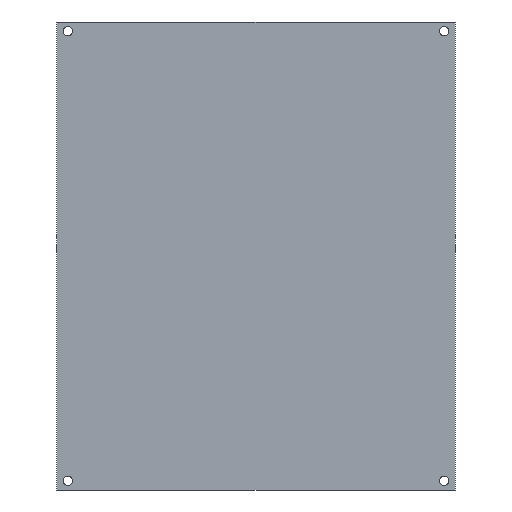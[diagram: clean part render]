
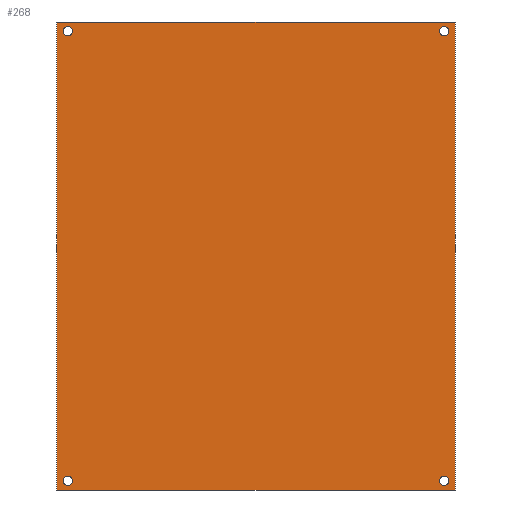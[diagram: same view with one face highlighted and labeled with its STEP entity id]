
A CAD part, front view. The second image highlights one B-rep face of the part: STEP entity #268.
In plain terms, the highlighted planar face has unit normal (0, -1, 0).
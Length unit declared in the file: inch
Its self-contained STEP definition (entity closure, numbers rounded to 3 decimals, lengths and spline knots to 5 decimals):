
#3 = EDGE_LOOP ( 'NONE', ( #44, #64, #59, #166 ) ) ;
#7 = CARTESIAN_POINT ( 'NONE',  ( 5.125, -0.1, -6.125 ) ) ;
#12 = DIRECTION ( 'NONE',  ( 0., 0., -1. ) ) ;
#24 = FACE_BOUND ( 'NONE', #314, .T. ) ;
#28 = EDGE_CURVE ( 'NONE', #270, #270, #245, .T. ) ;
#31 = LINE ( 'NONE', #132, #129 ) ;
#33 = DIRECTION ( 'NONE',  ( 0., 0., 1. ) ) ;
#39 = CARTESIAN_POINT ( 'NONE',  ( 5.425, -0.1, 6.375 ) ) ;
#44 = ORIENTED_EDGE ( 'NONE', *, *, #74, .F. ) ;
#46 = AXIS2_PLACEMENT_3D ( 'NONE', #207, #162, #12 ) ;
#47 = CARTESIAN_POINT ( 'NONE',  ( -5.125, -0.1, -6. ) ) ;
#51 = DIRECTION ( 'NONE',  ( 0., 0., 1. ) ) ;
#54 = CARTESIAN_POINT ( 'NONE',  ( 5.125, -0.1, -6. ) ) ;
#58 = VERTEX_POINT ( 'NONE', #109 ) ;
#59 = ORIENTED_EDGE ( 'NONE', *, *, #178, .F. ) ;
#64 = ORIENTED_EDGE ( 'NONE', *, *, #174, .F. ) ;
#65 = VERTEX_POINT ( 'NONE', #39 ) ;
#67 = CARTESIAN_POINT ( 'NONE',  ( 5.425, -0.1, 6.375 ) ) ;
#70 = CIRCLE ( 'NONE', #294, 0.125 ) ;
#74 = EDGE_CURVE ( 'NONE', #65, #275, #31, .T. ) ;
#88 = FACE_OUTER_BOUND ( 'NONE', #3, .T. ) ;
#92 = DIRECTION ( 'NONE',  ( 0., 1., 0. ) ) ;
#94 = DIRECTION ( 'NONE',  ( 0., 0., 1. ) ) ;
#96 = VERTEX_POINT ( 'NONE', #54 ) ;
#99 = DIRECTION ( 'NONE',  ( -1., 0., 0. ) ) ;
#106 = EDGE_CURVE ( 'NONE', #275, #58, #312, .T. ) ;
#107 = DIRECTION ( 'NONE',  ( 0., 0., 1. ) ) ;
#108 = AXIS2_PLACEMENT_3D ( 'NONE', #278, #297, #94 ) ;
#109 = CARTESIAN_POINT ( 'NONE',  ( -5.425, -0.1, -6.375 ) ) ;
#112 = CIRCLE ( 'NONE', #108, 0.125 ) ;
#114 = LINE ( 'NONE', #239, #292 ) ;
#115 = DIRECTION ( 'NONE',  ( 0., 0., 1. ) ) ;
#117 = CARTESIAN_POINT ( 'NONE',  ( -5.125, -0.1, 6.25 ) ) ;
#129 = VECTOR ( 'NONE', #214, 39.37008 ) ;
#132 = CARTESIAN_POINT ( 'NONE',  ( 5.425, -0.1, -6.375 ) ) ;
#136 = ORIENTED_EDGE ( 'NONE', *, *, #338, .T. ) ;
#141 = VERTEX_POINT ( 'NONE', #217 ) ;
#146 = VECTOR ( 'NONE', #99, 39.37008 ) ;
#147 = FACE_BOUND ( 'NONE', #149, .T. ) ;
#149 = EDGE_LOOP ( 'NONE', ( #136 ) ) ;
#151 = ORIENTED_EDGE ( 'NONE', *, *, #316, .T. ) ;
#159 = LINE ( 'NONE', #67, #336 ) ;
#161 = CARTESIAN_POINT ( 'NONE',  ( 5.425, -0.1, -6.375 ) ) ;
#162 = DIRECTION ( 'NONE',  ( 0., -1., 0. ) ) ;
#166 = ORIENTED_EDGE ( 'NONE', *, *, #106, .F. ) ;
#167 = AXIS2_PLACEMENT_3D ( 'NONE', #271, #306, #107 ) ;
#172 = FACE_BOUND ( 'NONE', #311, .T. ) ;
#174 = EDGE_CURVE ( 'NONE', #141, #65, #159, .T. ) ;
#178 = EDGE_CURVE ( 'NONE', #58, #141, #114, .T. ) ;
#189 = ORIENTED_EDGE ( 'NONE', *, *, #28, .T. ) ;
#190 = CARTESIAN_POINT ( 'NONE',  ( -5.425, -0.1, -6.375 ) ) ;
#192 = ORIENTED_EDGE ( 'NONE', *, *, #310, .T. ) ;
#195 = CIRCLE ( 'NONE', #240, 0.125 ) ;
#207 = CARTESIAN_POINT ( 'NONE',  ( 0., -0.1, 0. ) ) ;
#214 = DIRECTION ( 'NONE',  ( 0., 0., -1. ) ) ;
#217 = CARTESIAN_POINT ( 'NONE',  ( -5.425, -0.1, 6.375 ) ) ;
#239 = CARTESIAN_POINT ( 'NONE',  ( -5.425, -0.1, 6.375 ) ) ;
#240 = AXIS2_PLACEMENT_3D ( 'NONE', #241, #249, #33 ) ;
#241 = CARTESIAN_POINT ( 'NONE',  ( 5.125, -0.1, 6.125 ) ) ;
#245 = CIRCLE ( 'NONE', #167, 0.125 ) ;
#249 = DIRECTION ( 'NONE',  ( 0., 1., 0. ) ) ;
#264 = CARTESIAN_POINT ( 'NONE',  ( 5.125, -0.1, 6.25 ) ) ;
#268 = ADVANCED_FACE ( 'NONE', ( #24, #147, #296, #172, #88 ), #330, .T. ) ;
#270 = VERTEX_POINT ( 'NONE', #117 ) ;
#271 = CARTESIAN_POINT ( 'NONE',  ( -5.125, -0.1, 6.125 ) ) ;
#275 = VERTEX_POINT ( 'NONE', #161 ) ;
#278 = CARTESIAN_POINT ( 'NONE',  ( -5.125, -0.1, -6.125 ) ) ;
#292 = VECTOR ( 'NONE', #51, 39.37008 ) ;
#294 = AXIS2_PLACEMENT_3D ( 'NONE', #7, #92, #115 ) ;
#296 = FACE_BOUND ( 'NONE', #318, .T. ) ;
#297 = DIRECTION ( 'NONE',  ( 0., 1., 0. ) ) ;
#299 = VERTEX_POINT ( 'NONE', #264 ) ;
#300 = DIRECTION ( 'NONE',  ( 1., 0., 0. ) ) ;
#305 = VERTEX_POINT ( 'NONE', #47 ) ;
#306 = DIRECTION ( 'NONE',  ( 0., 1., 0. ) ) ;
#310 = EDGE_CURVE ( 'NONE', #96, #96, #70, .T. ) ;
#311 = EDGE_LOOP ( 'NONE', ( #151 ) ) ;
#312 = LINE ( 'NONE', #190, #146 ) ;
#314 = EDGE_LOOP ( 'NONE', ( #189 ) ) ;
#316 = EDGE_CURVE ( 'NONE', #305, #305, #112, .T. ) ;
#318 = EDGE_LOOP ( 'NONE', ( #192 ) ) ;
#330 = PLANE ( 'NONE',  #46 ) ;
#336 = VECTOR ( 'NONE', #300, 39.37008 ) ;
#338 = EDGE_CURVE ( 'NONE', #299, #299, #195, .T. ) ;
